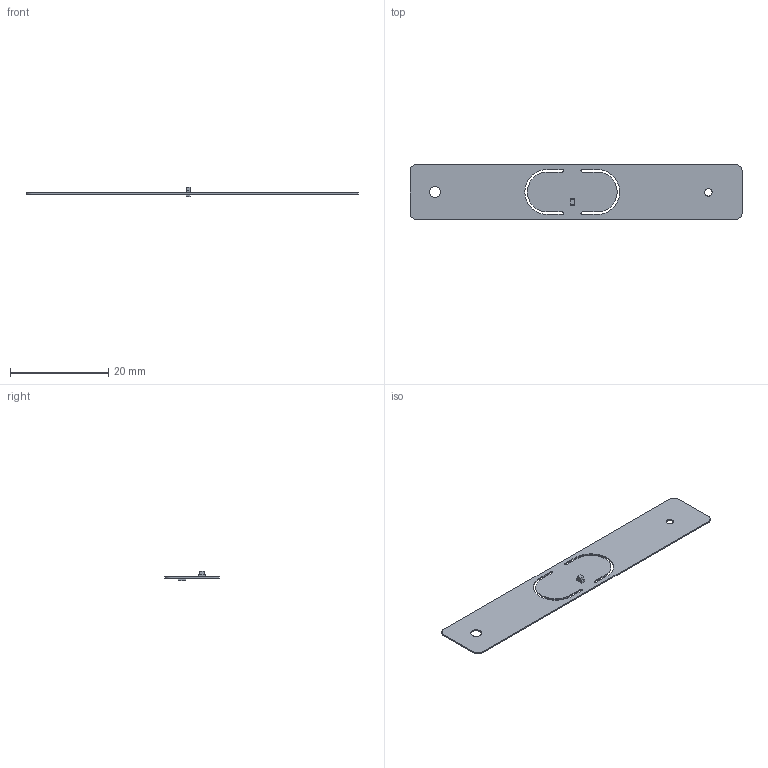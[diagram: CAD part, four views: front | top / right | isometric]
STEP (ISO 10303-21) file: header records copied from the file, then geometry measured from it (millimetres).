
FILE_DESCRIPTION(('KiCad electronic assembly'),'2;1');
FILE_NAME('flex-strip-tester.step','2020-03-13T13:14:00',('An Author'),( 'A Company'),'Open CASCADE STEP processor 6.9', 'KiCad to STEP converter','Unknown');
FILE_SCHEMA(('AUTOMOTIVE_DESIGN { 1 0 10303 214 1 1 1 1 }'));
Length unit declared in the file: millimetre
Products named in the file (6): Open CASCADE STEP translator 6.9 1; LED_0603_1608Metric; SOLID; R_0603_1608Metric; COMPOUND
Assembly tree (7 placements, depth 3):
  Open CASCADE STEP translator 6.9 1
    LED_0603_1608Metric  x2
      SOLID
    R_0603_1608Metric  x2
      SOLID
    COMPOUND
Bounding box: 67.56 x 11.18 x 1.9 mm (x, y, z)
Volume: 188 mm3; surface area: 1541.5 mm2
Topology: 5 solids, 5 shells, 180 faces, 480 edges, 312 vertices
Faces by surface type: plane 134, cylinder 46
Full cylindrical faces by diameter (mm): 1.524 x1, 2.286 x1
Entity records: 7588 total; most frequent: CARTESIAN_POINT 1227, DIRECTION 1105, LINE 717, VECTOR 717, ORIENTED_EDGE 558, PCURVE 558, DEFINITIONAL_REPRESENTATION 558, EDGE_CURVE 279
